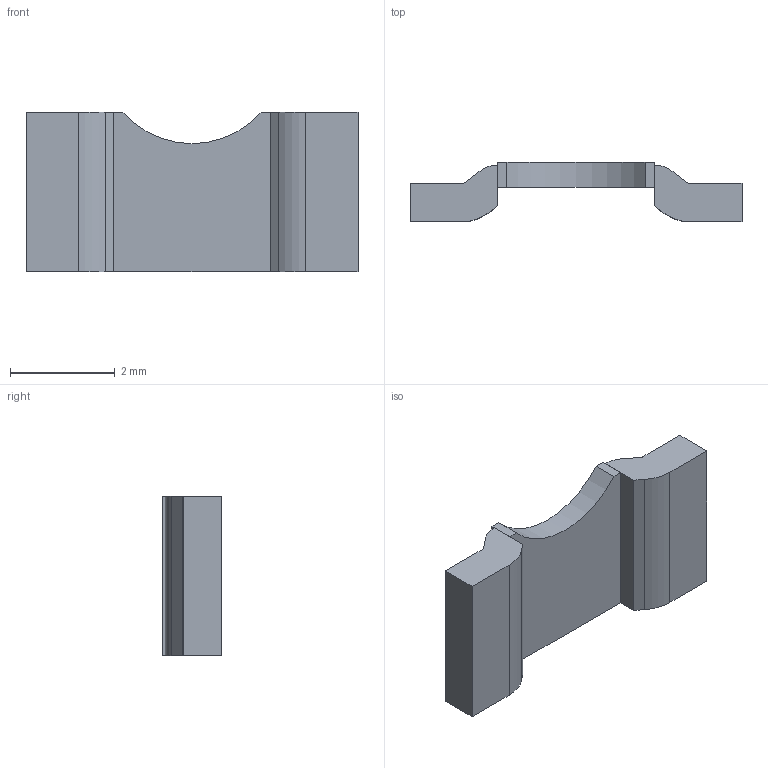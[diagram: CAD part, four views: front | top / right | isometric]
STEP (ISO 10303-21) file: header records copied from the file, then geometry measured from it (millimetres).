
FILE_DESCRIPTION (( 'STEP AP214' ), '1' );
FILE_NAME ('CSI2H-2512.STEP', '2024-07-21T13:53:49', ( '' ), ( '' ), 'SwSTEP 2.0', 'SolidWorks 2024', '' );
FILE_SCHEMA (( 'AUTOMOTIVE_DESIGN' ));
Length unit declared in the file: millimetre
Products named in the file (7): MANIFOLD_SOLID_BREP_1090; 3DMODEL-TEXT_ASM_2_ASM; RESIST2512_3; CSI2H-2512; COPPER25__2_ASM; MANIFOLD_SOLID_BREP_547
Assembly tree (5 placements, depth 4):
  CSI2H-2512
    3DMODEL-TEXT_ASM_2_ASM
      COPPER25__2_ASM
        MANIFOLD_SOLID_BREP_547
        MANIFOLD_SOLID_BREP_1090
      RESIST2512_3
  COPPER25__2_ASM
Bounding box: 6.35 x 1.14 x 3.05 mm (x, y, z)
Volume: 11.8 mm3; surface area: 58 mm2
Topology: 3 solids, 3 shells, 32 faces, 78 edges, 52 vertices
Faces by surface type: plane 25, cylinder 7
Entity records: 1120 total; most frequent: DIRECTION 176, CARTESIAN_POINT 172, ORIENTED_EDGE 156, EDGE_CURVE 78, VECTOR 64, LINE 64, AXIS2_PLACEMENT_3D 56, VERTEX_POINT 52
